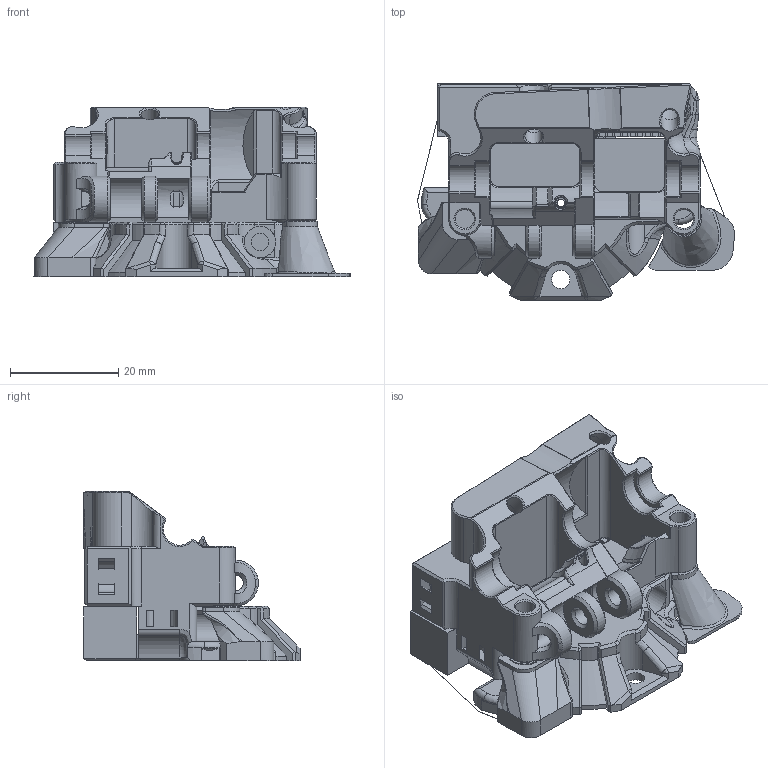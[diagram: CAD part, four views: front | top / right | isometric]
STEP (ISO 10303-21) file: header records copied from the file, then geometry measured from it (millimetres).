
FILE_DESCRIPTION(/* description */ ('STEP AP242','CAx-IF Rec.Pracs.---Representation and Presentation of Product Manufacturing Information (PMI)---4.0---2014-10-13','CAx-IF Rec.Pracs.---3D Tessellated Geometry---0.4---2014-09-14','2;1'),/* implementation_level */ '2;1');
FILE_NAME(/* name */ 'Xol Extruder Mount - DFA',/* time_stamp */ '2024-06-15T13:28:11Z',/* author */ (''),/* organization */ (''),/* preprocessor_version */ 'ST-DEVELOPER v20',/* originating_system */ ' ',/* authorisation */ ' ');
FILE_SCHEMA (('AP242_MANAGED_MODEL_BASED_3D_ENGINEERING_MIM_LF { 1 0 10303 442 1 1 4 }'));
Length unit declared in the file: metre
Products named in the file (3): Xol Extruder Mount - DFA; DFA_support; DFA
Assembly tree (2 placements, depth 2):
  Xol Extruder Mount - DFA
    DFA_support
    DFA
Bounding box: 58.6 x 40 x 31.4 mm (x, y, z)
Volume: 24894.3 mm3; surface area: 15049.2 mm2
Topology: 2 solids, 2 shells, 1165 faces, 3237 edges, 2068 vertices
Faces by surface type: plane 735, cylinder 166, bspline 150, cone 97, torus 16, sphere 1
Full cylindrical faces by diameter (mm): 1.4 x1, 1.9 x1, 2.95 x1, 3.2 x2, 3.25 x4, 3.4 x3, 3.5 x2, 4.4 x1, 4.6 x2, 4.8 x2, 5.8 x1, 11.9 x1, 21.1 x1
Entity records: 43430 total; most frequent: CARTESIAN_POINT 14961, ORIENTED_EDGE 6330, DIRECTION 5300, EDGE_CURVE 3165, VERTEX_POINT 2045, LINE 1930, VECTOR 1930, AXIS2_PLACEMENT_3D 1685
